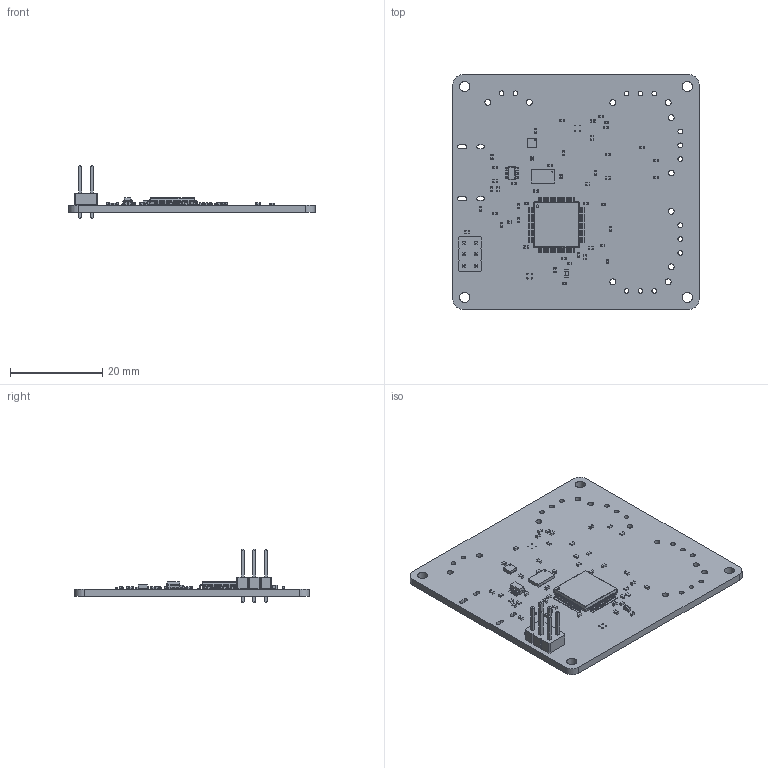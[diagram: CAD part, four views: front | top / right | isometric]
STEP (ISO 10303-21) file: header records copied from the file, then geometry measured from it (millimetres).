
FILE_DESCRIPTION(('KiCad electronic assembly'),'2;1');
FILE_NAME('airbrake.step','2025-02-11T18:10:03',('Pcbnew'),('Kicad'), 'Open CASCADE STEP processor 7.8','KiCad to STEP converter','Unknown' );
FILE_SCHEMA(('AUTOMOTIVE_DESIGN { 1 0 10303 214 1 1 1 1 }'));
Length unit declared in the file: millimetre
Products named in the file (18): airbrake 1; PinHeader_2x03_P2.54mm_Vertical; PinHeader_2x03_P254mm_Vertical; LGA-8_3x5mm_P1.25mm; LGA_8_3x5mm_P125mm; C_0402_1005Metric; R_0402_1005Metric; LQFP-64_10x10mm_P0.5mm; LQFP_64_10x10mm_P05mm; WSON-6-1EP_2x2mm_P0.65mm_EP1x1.6mm; WSON_6_1EP_2x2mm_P065mm_EP1x16mm; L_0603_1608Metric; SOT-23-6; SOT_23_6; airbrake_PCB
Assembly tree (61 placements, depth 3):
  airbrake 1
    PinHeader_2x03_P2.54mm_Vertical
      PinHeader_2x03_P254mm_Vertical
    LGA-8_3x5mm_P1.25mm
      LGA_8_3x5mm_P125mm
    C_0402_1005Metric  x29
      C_0402_1005Metric
    R_0402_1005Metric  x17
      R_0402_1005Metric
    LQFP-64_10x10mm_P0.5mm
      LQFP_64_10x10mm_P05mm
    WSON-6-1EP_2x2mm_P0.65mm_EP1x1.6mm
      WSON_6_1EP_2x2mm_P065mm_EP1x16mm
    L_0603_1608Metric
      L_0603_1608Metric
    SOT-23-6
      SOT_23_6
    airbrake_PCB
Bounding box: 53.34 x 50.8 x 11.54 mm (x, y, z)
Volume: 4537.7 mm3; surface area: 6677.8 mm2
Topology: 53 solids, 53 shells, 2708 faces, 7102 edges, 4584 vertices
Faces by surface type: plane 1747, cylinder 835, bspline 126
Full cylindrical faces by diameter (mm): 0.2 x7, 0.25 x1, 0.3 x4, 0.5 x1, 1 x6, 1.02 x14, 1.27 x10, 2.2 x4
Entity records: 59230 total; most frequent: CARTESIAN_POINT 10998, ORIENTED_EDGE 7996, DIRECTION 7540, EDGE_CURVE 3998, LINE 3168, VECTOR 3168, VERTEX_POINT 2536, AXIS2_PLACEMENT_3D 2186
